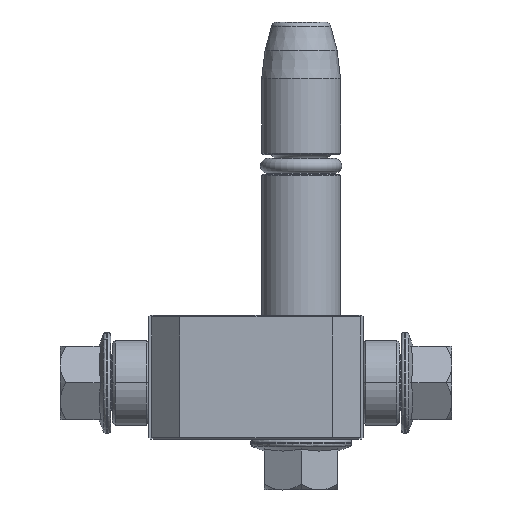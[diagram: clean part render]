
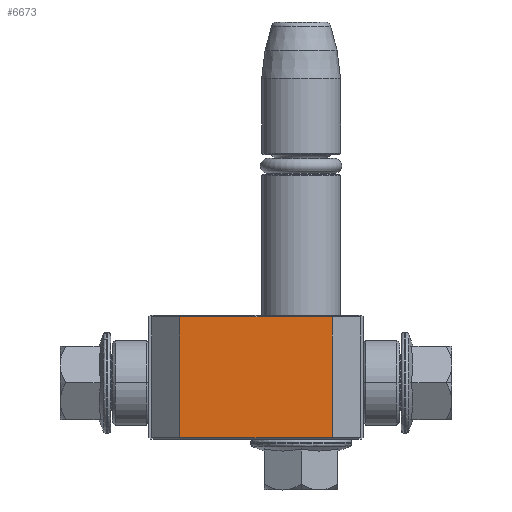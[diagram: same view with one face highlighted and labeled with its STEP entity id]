
A CAD part, left-side view. The second image highlights one B-rep face of the part: STEP entity #6673.
In plain terms, the highlighted planar face has unit normal (-1, 0, 0).
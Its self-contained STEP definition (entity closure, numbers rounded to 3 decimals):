
#113 = EDGE_CURVE ( 'NONE', #19713, #4584, #1555, .T. ) ;
#301 = CARTESIAN_POINT ( 'NONE',  ( 0., 21.7, -32.5 ) ) ;
#1070 = EDGE_CURVE ( 'NONE', #12242, #4584, #11533, .T. ) ;
#1268 = LINE ( 'NONE', #301, #17596 ) ;
#1338 = DIRECTION ( 'NONE',  ( 0., -1., 0. ) ) ;
#1430 = EDGE_LOOP ( 'NONE', ( #12374, #13906, #3728, #17930 ) ) ;
#1555 = LINE ( 'NONE', #13860, #12526 ) ;
#3728 = ORIENTED_EDGE ( 'NONE', *, *, #15890, .T. ) ;
#4584 = VERTEX_POINT ( 'NONE', #16663 ) ;
#4968 = VECTOR ( 'NONE', #18616, 1000. ) ;
#6673 = ADVANCED_FACE ( 'NONE', ( #10024 ), #10072, .T. ) ;
#6960 = VECTOR ( 'NONE', #10258, 1000. ) ;
#8498 = CARTESIAN_POINT ( 'NONE',  ( 0., 0., -38. ) ) ;
#9300 = CARTESIAN_POINT ( 'NONE',  ( 0., 0.3, -5.5 ) ) ;
#10024 = FACE_OUTER_BOUND ( 'NONE', #1430, .T. ) ;
#10072 = PLANE ( 'NONE',  #13383 ) ;
#10258 = DIRECTION ( 'NONE',  ( 0., 1., 0. ) ) ;
#10994 = DIRECTION ( 'NONE',  ( 0., 0., 1. ) ) ;
#11533 = LINE ( 'NONE', #9300, #4968 ) ;
#12242 = VERTEX_POINT ( 'NONE', #17702 ) ;
#12374 = ORIENTED_EDGE ( 'NONE', *, *, #113, .T. ) ;
#12526 = VECTOR ( 'NONE', #1338, 1000. ) ;
#13383 = AXIS2_PLACEMENT_3D ( 'NONE', #8498, #14771, #16141 ) ;
#13860 = CARTESIAN_POINT ( 'NONE',  ( 0., 21.7, -32.5 ) ) ;
#13906 = ORIENTED_EDGE ( 'NONE', *, *, #1070, .F. ) ;
#14702 = CARTESIAN_POINT ( 'NONE',  ( 0., 21.7, -32.5 ) ) ;
#14757 = CARTESIAN_POINT ( 'NONE',  ( 0., 0.3, -5.5 ) ) ;
#14769 = CARTESIAN_POINT ( 'NONE',  ( 0., 21.7, -5.5 ) ) ;
#14771 = DIRECTION ( 'NONE',  ( -1., 0., 0. ) ) ;
#15890 = EDGE_CURVE ( 'NONE', #12242, #18121, #19388, .T. ) ;
#16141 = DIRECTION ( 'NONE',  ( 0., 0., 1. ) ) ;
#16663 = CARTESIAN_POINT ( 'NONE',  ( 0., 0.3, -32.5 ) ) ;
#17596 = VECTOR ( 'NONE', #10994, 1000. ) ;
#17702 = CARTESIAN_POINT ( 'NONE',  ( 0., 0.3, -5.5 ) ) ;
#17930 = ORIENTED_EDGE ( 'NONE', *, *, #19046, .F. ) ;
#18121 = VERTEX_POINT ( 'NONE', #14769 ) ;
#18616 = DIRECTION ( 'NONE',  ( 0., 0., -1. ) ) ;
#19046 = EDGE_CURVE ( 'NONE', #19713, #18121, #1268, .T. ) ;
#19388 = LINE ( 'NONE', #14757, #6960 ) ;
#19713 = VERTEX_POINT ( 'NONE', #14702 ) ;
